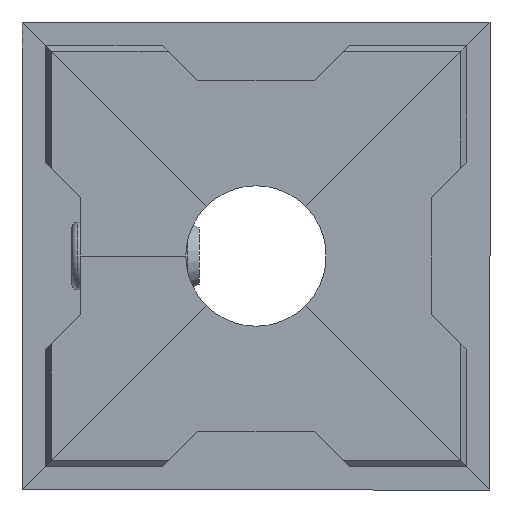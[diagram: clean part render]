
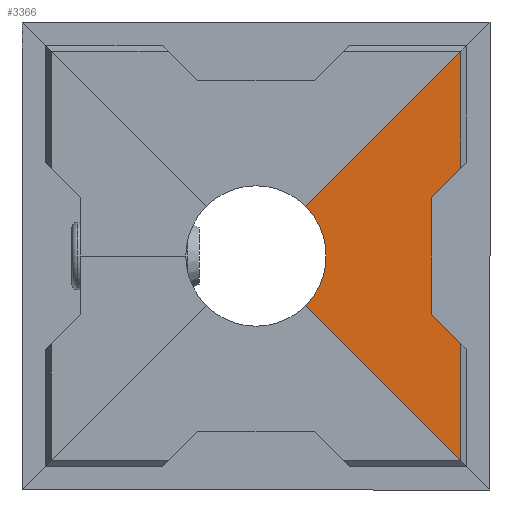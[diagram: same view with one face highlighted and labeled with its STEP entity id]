
A CAD part, front view. The second image highlights one B-rep face of the part: STEP entity #3366.
In plain terms, the highlighted planar face has unit normal (0, -1, 0).
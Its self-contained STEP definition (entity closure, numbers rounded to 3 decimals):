
#41 = DIRECTION ( 'NONE',  ( 0.707, 0., -0.707 ) ) ;
#63 = CARTESIAN_POINT ( 'NONE',  ( 15., 0., -5. ) ) ;
#66 = ORIENTED_EDGE ( 'NONE', *, *, #2413, .F. ) ;
#101 = CIRCLE ( 'NONE', #1397, 6. ) ;
#218 = CARTESIAN_POINT ( 'NONE',  ( 17.5, 0., -7.5 ) ) ;
#233 = VECTOR ( 'NONE', #3741, 1000. ) ;
#361 = CARTESIAN_POINT ( 'NONE',  ( -10., 0., 10. ) ) ;
#373 = EDGE_CURVE ( 'NONE', #4036, #397, #1118, .T. ) ;
#397 = VERTEX_POINT ( 'NONE', #218 ) ;
#398 = CARTESIAN_POINT ( 'NONE',  ( 15., 0., 5. ) ) ;
#450 = DIRECTION ( 'NONE',  ( -0.707, 0., -0.707 ) ) ;
#494 = CARTESIAN_POINT ( 'NONE',  ( 17.5, 0., -20. ) ) ;
#521 = VERTEX_POINT ( 'NONE', #3834 ) ;
#597 = DIRECTION ( 'NONE',  ( -1., 0., 0. ) ) ;
#677 = FACE_OUTER_BOUND ( 'NONE', #2089, .T. ) ;
#721 = PLANE ( 'NONE',  #3416 ) ;
#861 = ORIENTED_EDGE ( 'NONE', *, *, #373, .T. ) ;
#919 = LINE ( 'NONE', #2221, #2265 ) ;
#1108 = ORIENTED_EDGE ( 'NONE', *, *, #4188, .F. ) ;
#1118 = LINE ( 'NONE', #494, #2868 ) ;
#1149 = LINE ( 'NONE', #2445, #233 ) ;
#1179 = DIRECTION ( 'NONE',  ( 0., 0., 1. ) ) ;
#1260 = CARTESIAN_POINT ( 'NONE',  ( 15., 0., 5. ) ) ;
#1269 = DIRECTION ( 'NONE',  ( 0., 1., 0. ) ) ;
#1326 = CARTESIAN_POINT ( 'NONE',  ( 0., 0., -20. ) ) ;
#1370 = CARTESIAN_POINT ( 'NONE',  ( -10., 0., -10. ) ) ;
#1375 = VERTEX_POINT ( 'NONE', #63 ) ;
#1380 = EDGE_CURVE ( 'NONE', #521, #4036, #1707, .T. ) ;
#1397 = AXIS2_PLACEMENT_3D ( 'NONE', #4197, #1269, #597 ) ;
#1430 = ORIENTED_EDGE ( 'NONE', *, *, #1380, .T. ) ;
#1543 = ORIENTED_EDGE ( 'NONE', *, *, #3255, .T. ) ;
#1663 = CARTESIAN_POINT ( 'NONE',  ( 17.5, 0., 17.5 ) ) ;
#1707 = LINE ( 'NONE', #361, #2450 ) ;
#1734 = VECTOR ( 'NONE', #1937, 1000. ) ;
#1763 = CARTESIAN_POINT ( 'NONE',  ( 17.5, 0., -17.5 ) ) ;
#1796 = EDGE_CURVE ( 'NONE', #2998, #2644, #2389, .T. ) ;
#1937 = DIRECTION ( 'NONE',  ( 0., 0., -1. ) ) ;
#1972 = LINE ( 'NONE', #398, #1734 ) ;
#1982 = DIRECTION ( 'NONE',  ( -1., 0., 0. ) ) ;
#2072 = CARTESIAN_POINT ( 'NONE',  ( 20., 0., 10. ) ) ;
#2089 = EDGE_LOOP ( 'NONE', ( #2955, #3955, #1430, #861, #1108, #3568, #66, #1543 ) ) ;
#2221 = CARTESIAN_POINT ( 'NONE',  ( 17.5, 0., -20. ) ) ;
#2265 = VECTOR ( 'NONE', #1179, 1000. ) ;
#2366 = DIRECTION ( 'NONE',  ( 0., 1., 0. ) ) ;
#2389 = LINE ( 'NONE', #1370, #2591 ) ;
#2413 = EDGE_CURVE ( 'NONE', #2481, #2459, #3363, .T. ) ;
#2445 = CARTESIAN_POINT ( 'NONE',  ( 15., 0., -5. ) ) ;
#2450 = VECTOR ( 'NONE', #41, 1000. ) ;
#2459 = VERTEX_POINT ( 'NONE', #1260 ) ;
#2481 = VERTEX_POINT ( 'NONE', #3775 ) ;
#2591 = VECTOR ( 'NONE', #3916, 1000. ) ;
#2644 = VERTEX_POINT ( 'NONE', #1663 ) ;
#2753 = DIRECTION ( 'NONE',  ( 0., 0., 1. ) ) ;
#2868 = VECTOR ( 'NONE', #2753, 1000. ) ;
#2955 = ORIENTED_EDGE ( 'NONE', *, *, #1796, .F. ) ;
#2998 = VERTEX_POINT ( 'NONE', #3882 ) ;
#2999 = EDGE_CURVE ( 'NONE', #2459, #1375, #1972, .T. ) ;
#3255 = EDGE_CURVE ( 'NONE', #2481, #2644, #919, .T. ) ;
#3351 = VECTOR ( 'NONE', #450, 1000. ) ;
#3363 = LINE ( 'NONE', #2072, #3351 ) ;
#3366 = ADVANCED_FACE ( 'NONE', ( #677 ), #721, .F. ) ;
#3416 = AXIS2_PLACEMENT_3D ( 'NONE', #1326, #2366, #1982 ) ;
#3568 = ORIENTED_EDGE ( 'NONE', *, *, #2999, .F. ) ;
#3741 = DIRECTION ( 'NONE',  ( 0.707, 0., -0.707 ) ) ;
#3775 = CARTESIAN_POINT ( 'NONE',  ( 17.5, 0., 7.5 ) ) ;
#3834 = CARTESIAN_POINT ( 'NONE',  ( 4.243, 0., -4.243 ) ) ;
#3855 = EDGE_CURVE ( 'NONE', #2998, #521, #101, .T. ) ;
#3882 = CARTESIAN_POINT ( 'NONE',  ( 4.243, 0., 4.243 ) ) ;
#3916 = DIRECTION ( 'NONE',  ( 0.707, 0., 0.707 ) ) ;
#3955 = ORIENTED_EDGE ( 'NONE', *, *, #3855, .T. ) ;
#4036 = VERTEX_POINT ( 'NONE', #1763 ) ;
#4188 = EDGE_CURVE ( 'NONE', #1375, #397, #1149, .T. ) ;
#4197 = CARTESIAN_POINT ( 'NONE',  ( 0., 0., 0. ) ) ;
